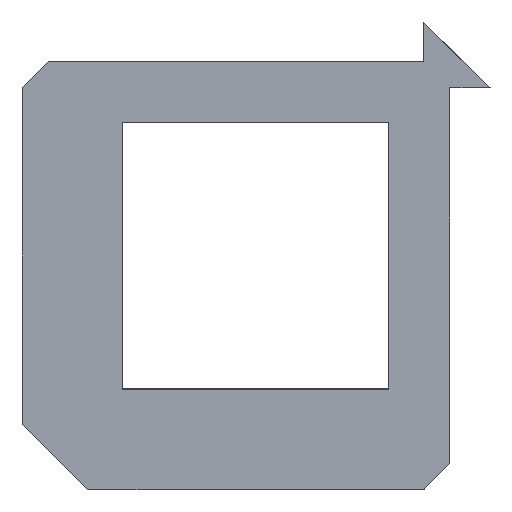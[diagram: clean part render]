
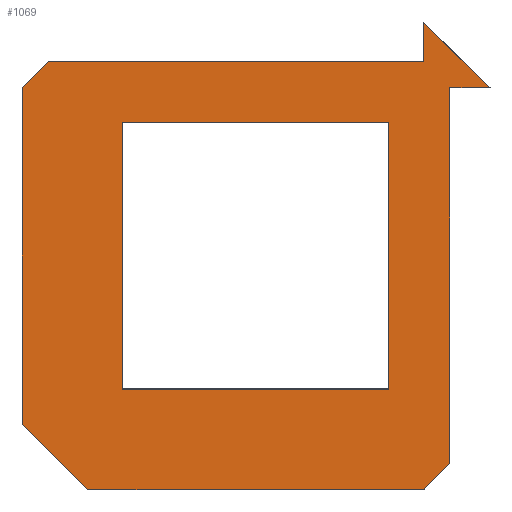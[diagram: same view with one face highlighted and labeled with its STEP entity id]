
A CAD part, left-side view. The second image highlights one B-rep face of the part: STEP entity #1069.
In plain terms, the highlighted planar face has unit normal (-1, 0, 0).
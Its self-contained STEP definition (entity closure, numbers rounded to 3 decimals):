
#19=FACE_BOUND('',#162,.T.);
#49=PLANE('',#1155);
#103=FACE_OUTER_BOUND('',#161,.T.);
#161=EDGE_LOOP('',(#930,#931,#932,#933,#934,#935,#936,#937,#938,#939,#940));
#162=EDGE_LOOP('',(#941,#942,#943,#944));
#184=LINE('',#1471,#318);
#212=LINE('',#1536,#346);
#275=LINE('',#1687,#409);
#282=LINE('',#1699,#416);
#283=LINE('',#1702,#417);
#284=LINE('',#1703,#418);
#285=LINE('',#1705,#419);
#286=LINE('',#1707,#420);
#287=LINE('',#1708,#421);
#288=LINE('',#1709,#422);
#289=LINE('',#1712,#423);
#290=LINE('',#1714,#424);
#291=LINE('',#1716,#425);
#292=LINE('',#1717,#426);
#318=VECTOR('',#1189,10.);
#346=VECTOR('',#1233,10.);
#409=VECTOR('',#1376,10.);
#416=VECTOR('',#1387,10.);
#417=VECTOR('',#1390,10.);
#418=VECTOR('',#1391,10.);
#419=VECTOR('',#1392,10.);
#420=VECTOR('',#1393,10.);
#421=VECTOR('',#1394,10.);
#422=VECTOR('',#1395,10.);
#423=VECTOR('',#1396,10.);
#424=VECTOR('',#1397,10.);
#425=VECTOR('',#1398,10.);
#426=VECTOR('',#1399,10.);
#449=CIRCLE('',#1103,6.);
#469=VERTEX_POINT('',#1461);
#470=VERTEX_POINT('',#1463);
#472=VERTEX_POINT('',#1469);
#500=VERTEX_POINT('',#1533);
#501=VERTEX_POINT('',#1535);
#548=VERTEX_POINT('',#1684);
#549=VERTEX_POINT('',#1686);
#552=VERTEX_POINT('',#1697);
#553=VERTEX_POINT('',#1701);
#554=VERTEX_POINT('',#1704);
#555=VERTEX_POINT('',#1706);
#556=VERTEX_POINT('',#1710);
#557=VERTEX_POINT('',#1711);
#558=VERTEX_POINT('',#1713);
#559=VERTEX_POINT('',#1715);
#572=EDGE_CURVE('',#469,#470,#449,.T.);
#576=EDGE_CURVE('',#469,#472,#184,.T.);
#607=EDGE_CURVE('',#500,#501,#212,.T.);
#682=EDGE_CURVE('',#549,#548,#275,.T.);
#689=EDGE_CURVE('',#548,#552,#282,.T.);
#690=EDGE_CURVE('',#552,#553,#283,.T.);
#691=EDGE_CURVE('',#553,#470,#284,.T.);
#692=EDGE_CURVE('',#472,#554,#285,.T.);
#693=EDGE_CURVE('',#555,#554,#286,.T.);
#694=EDGE_CURVE('',#555,#501,#287,.T.);
#695=EDGE_CURVE('',#500,#549,#288,.T.);
#696=EDGE_CURVE('',#556,#557,#289,.F.);
#697=EDGE_CURVE('',#558,#556,#290,.F.);
#698=EDGE_CURVE('',#559,#558,#291,.F.);
#699=EDGE_CURVE('',#557,#559,#292,.F.);
#930=ORIENTED_EDGE('',*,*,#682,.T.);
#931=ORIENTED_EDGE('',*,*,#689,.T.);
#932=ORIENTED_EDGE('',*,*,#690,.T.);
#933=ORIENTED_EDGE('',*,*,#691,.T.);
#934=ORIENTED_EDGE('',*,*,#572,.F.);
#935=ORIENTED_EDGE('',*,*,#576,.T.);
#936=ORIENTED_EDGE('',*,*,#692,.T.);
#937=ORIENTED_EDGE('',*,*,#693,.F.);
#938=ORIENTED_EDGE('',*,*,#694,.T.);
#939=ORIENTED_EDGE('',*,*,#607,.F.);
#940=ORIENTED_EDGE('',*,*,#695,.T.);
#941=ORIENTED_EDGE('',*,*,#696,.F.);
#942=ORIENTED_EDGE('',*,*,#697,.F.);
#943=ORIENTED_EDGE('',*,*,#698,.F.);
#944=ORIENTED_EDGE('',*,*,#699,.F.);
#1069=ADVANCED_FACE('',(#103,#19),#49,.F.);
#1103=AXIS2_PLACEMENT_3D('',#1464,#1182,#1183);
#1155=AXIS2_PLACEMENT_3D('',#1700,#1388,#1389);
#1182=DIRECTION('center_axis',(-1.,0.,0.));
#1183=DIRECTION('ref_axis',(0.,-0.029,-1.));
#1189=DIRECTION('',(0.,1.,0.));
#1233=DIRECTION('',(0.,1.,0.));
#1376=DIRECTION('',(0.,0.,1.));
#1387=DIRECTION('',(0.,-1.,0.));
#1388=DIRECTION('center_axis',(1.,0.,0.));
#1389=DIRECTION('ref_axis',(0.,0.,-1.));
#1390=DIRECTION('',(0.,0.707,0.707));
#1391=DIRECTION('',(0.,0.,-1.));
#1392=DIRECTION('',(0.,0.707,-0.707));
#1393=DIRECTION('',(0.,0.,1.));
#1394=DIRECTION('',(0.,-0.707,-0.707));
#1395=DIRECTION('',(0.,-0.707,0.707));
#1396=DIRECTION('',(0.,0.,1.));
#1397=DIRECTION('',(0.,-1.,0.));
#1398=DIRECTION('',(0.,0.,-1.));
#1399=DIRECTION('',(0.,1.,0.));
#1461=CARTESIAN_POINT('',(-87.2,0.191,152.741));
#1463=CARTESIAN_POINT('',(-87.2,0.047,152.743));
#1464=CARTESIAN_POINT('Origin',(-87.2,0.191,158.741));
#1469=CARTESIAN_POINT('',(-87.2,28.692,152.741));
#1471=CARTESIAN_POINT('',(-87.2,19.281,152.741));
#1533=CARTESIAN_POINT('',(-87.2,0.047,120.035));
#1535=CARTESIAN_POINT('',(-87.2,25.692,120.035));
#1536=CARTESIAN_POINT('',(-87.2,25.739,120.035));
#1684=CARTESIAN_POINT('',(-87.2,-1.953,150.741));
#1686=CARTESIAN_POINT('',(-87.2,-1.953,122.035));
#1687=CARTESIAN_POINT('',(-87.2,-1.953,131.492));
#1697=CARTESIAN_POINT('',(-87.2,-4.953,150.741));
#1699=CARTESIAN_POINT('',(-87.2,3.958,150.741));
#1700=CARTESIAN_POINT('Origin',(-87.2,12.87,137.888));
#1701=CARTESIAN_POINT('',(-87.2,0.047,155.741));
#1702=CARTESIAN_POINT('',(-87.2,-2.461,153.234));
#1703=CARTESIAN_POINT('',(-87.2,0.047,146.815));
#1704=CARTESIAN_POINT('',(-87.2,30.692,150.741));
#1705=CARTESIAN_POINT('',(-87.2,28.2,153.234));
#1706=CARTESIAN_POINT('',(-87.2,30.692,125.035));
#1707=CARTESIAN_POINT('',(-87.2,30.692,120.035));
#1708=CARTESIAN_POINT('',(-87.2,28.2,122.543));
#1709=CARTESIAN_POINT('',(-87.2,-2.461,122.543));
#1710=CARTESIAN_POINT('',(-87.2,23.039,148.088));
#1711=CARTESIAN_POINT('',(-87.2,23.039,127.688));
#1712=CARTESIAN_POINT('',(-87.2,23.039,144.338));
#1713=CARTESIAN_POINT('',(-87.2,2.7,148.088));
#1714=CARTESIAN_POINT('',(-87.2,21.781,148.088));
#1715=CARTESIAN_POINT('',(-87.2,2.7,127.688));
#1716=CARTESIAN_POINT('',(-87.2,2.7,144.338));
#1717=CARTESIAN_POINT('',(-87.2,19.304,127.688));
